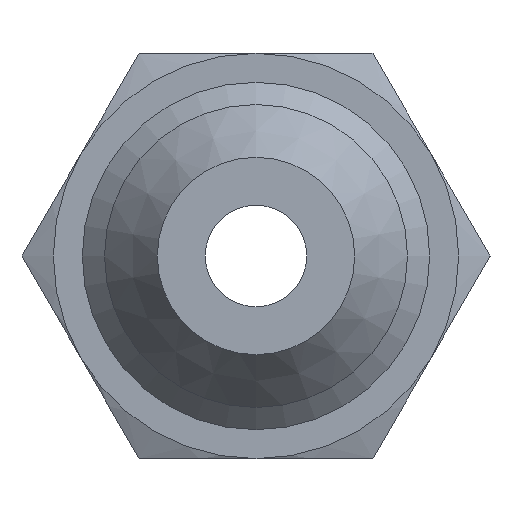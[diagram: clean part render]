
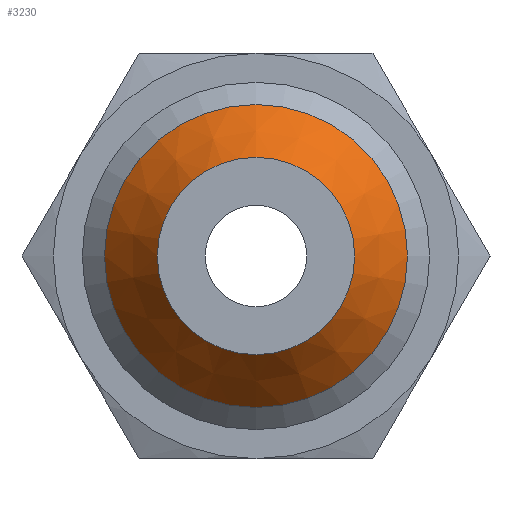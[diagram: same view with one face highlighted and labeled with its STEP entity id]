
A CAD part, left-side view. The second image highlights one B-rep face of the part: STEP entity #3230.
In plain terms, the highlighted conical face has half-angle 37 degrees and reference radius 6.858 mm.
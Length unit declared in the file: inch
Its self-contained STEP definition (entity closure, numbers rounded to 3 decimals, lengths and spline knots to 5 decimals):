
#3203=CARTESIAN_POINT('',(-2.42436,0.,0.));
#3204=DIRECTION('',(1.0,0.0,0.0));
#3205=DIRECTION('',(0.0,0.0,1.0));
#3206=AXIS2_PLACEMENT_3D('',#3203,#3204,#3205);
#3207=CONICAL_SURFACE('',#3206,0.27,37.0);
#3208=CARTESIAN_POINT('',(-2.5,0.,-0.213));
#3209=VERTEX_POINT('',#3208);
#3210=CARTESIAN_POINT('',(-2.5,0.,0.));
#3211=DIRECTION('',(1.0,0.0,0.0));
#3212=DIRECTION('',(0.0,0.0,1.0));
#3213=AXIS2_PLACEMENT_3D('',#3210,#3211,#3212);
#3214=CIRCLE('',#3213,0.213);
#3215=EDGE_CURVE('',#3209,#3209,#3214,.T.);
#3216=ORIENTED_EDGE('',*,*,#3215,.T.);
#3217=EDGE_LOOP('',(#3216));
#3218=FACE_OUTER_BOUND('',#3217,.T.);
#3219=CARTESIAN_POINT('',(-2.34872,0.,-0.327));
#3220=VERTEX_POINT('',#3219);
#3221=CARTESIAN_POINT('',(-2.34872,0.,0.));
#3222=DIRECTION('',(-1.0,0.0,0.0));
#3223=DIRECTION('',(0.0,0.0,1.0));
#3224=AXIS2_PLACEMENT_3D('',#3221,#3222,#3223);
#3225=CIRCLE('',#3224,0.327);
#3226=EDGE_CURVE('',#3220,#3220,#3225,.T.);
#3227=ORIENTED_EDGE('',*,*,#3226,.T.);
#3228=EDGE_LOOP('',(#3227));
#3229=FACE_BOUND('',#3228,.T.);
#3230=ADVANCED_FACE('',(#3218,#3229),#3207,.T.);
